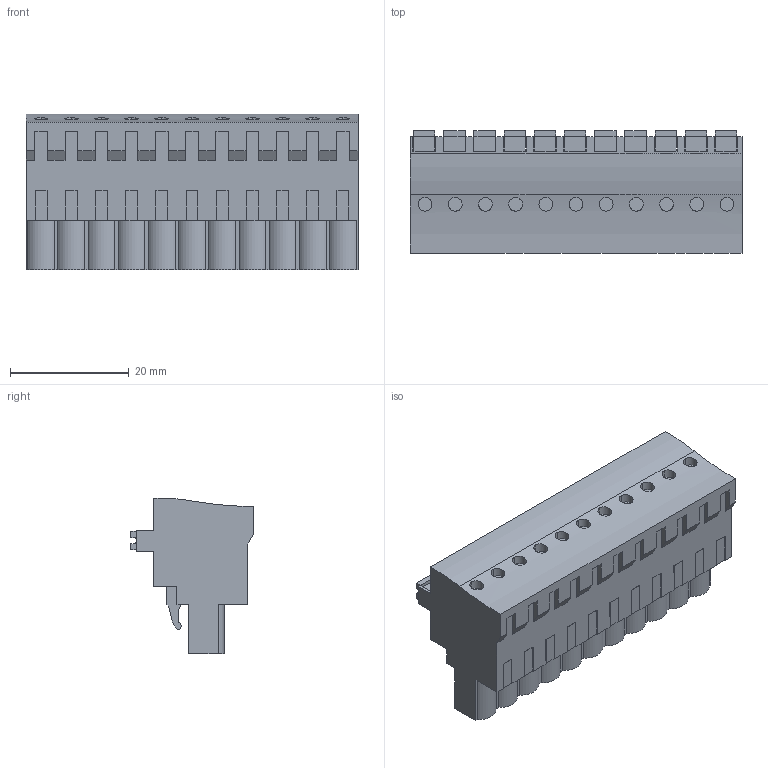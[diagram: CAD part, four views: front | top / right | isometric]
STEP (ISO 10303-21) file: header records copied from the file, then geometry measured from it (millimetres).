
FILE_DESCRIPTION(('CATIA V5 STEP Exchange','CAx-IF Rec.Pracs.--- Model Styling and Organization---1.2---2011-12-15'),'2;1');
FILE_NAME ('D1446265_0_1001620000_1001620000.stp','2017-09-08T11:49:17+00:00',('none'),('Weidmueller'),'CATIA Version 5-6 Release 2014','CATIA V5 STEP AP214','none');
FILE_SCHEMA(('AUTOMOTIVE_DESIGN { 1 0 10303 214 1 1 1 1 }'));
Length unit declared in the file: millimetre
Products named in the file (1): 1001620000
Bounding box: 55.88 x 20.64 x 26.24 mm (x, y, z)
Volume: 17047.9 mm3; surface area: 7434.7 mm2
Topology: 12 solids, 12 shells, 729 faces, 2100 edges, 1439 vertices
Faces by surface type: plane 589, cylinder 132, extrusion 8
Entity records: 22276 total; most frequent: CARTESIAN_POINT 4371, ORIENTED_EDGE 4200, DIRECTION 2853, EDGE_CURVE 2100, VECTOR 1781, LINE 1773, VERTEX_POINT 1439, EDGE_LOOP 773
